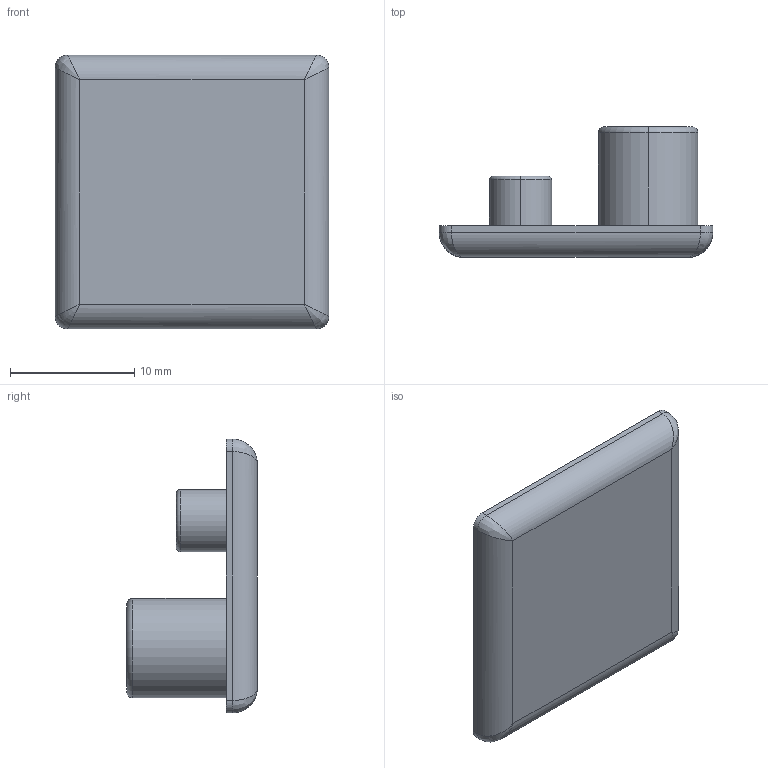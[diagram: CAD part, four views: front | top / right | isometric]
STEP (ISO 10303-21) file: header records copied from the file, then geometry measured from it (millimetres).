
FILE_DESCRIPTION (( 'STEP AP203' ), '1' );
FILE_NAME ('084.201.005.STEP', '2013-01-24T13:12:03', ( 'Alusic' ), ( 'Alusic' ), 'SwSTEP 2.0', 'SolidWorks 2011', '' );
FILE_SCHEMA (( 'CONFIG_CONTROL_DESIGN' ));
Length unit declared in the file: millimetre
Products named in the file (1): 084.201.005
Bounding box: 22 x 10.5 x 22 mm (x, y, z)
Volume: 1323.3 mm3; surface area: 1568.1 mm2
Topology: 1 solids, 1 shells, 34 faces, 72 edges, 40 vertices
Faces by surface type: cylinder 16, plane 10, torus 4, bspline 4
Entity records: 1101 total; most frequent: CARTESIAN_POINT 331, DIRECTION 154, ORIENTED_EDGE 136, EDGE_CURVE 68, AXIS2_PLACEMENT_3D 63, VERTEX_POINT 40, EDGE_LOOP 38, FACE_OUTER_BOUND 34
